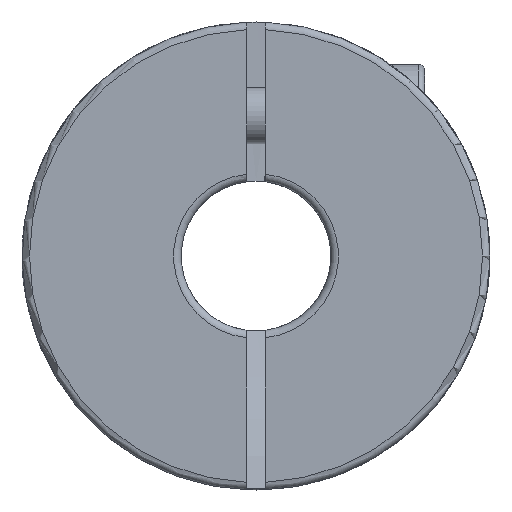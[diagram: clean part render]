
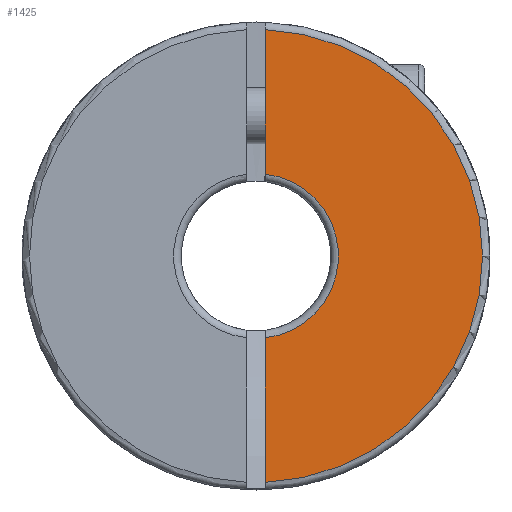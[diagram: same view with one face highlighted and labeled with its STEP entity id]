
A CAD part, left-side view. The second image highlights one B-rep face of the part: STEP entity #1425.
In plain terms, the highlighted planar face has unit normal (-1, 0, 0).
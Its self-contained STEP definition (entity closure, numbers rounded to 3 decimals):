
#56 = VECTOR ( 'NONE', #3145, 1000. ) ;
#125 = EDGE_CURVE ( 'NONE', #4023, #5151, #5286, .T. ) ;
#126 = LINE ( 'NONE', #3642, #3302 ) ;
#131 = ORIENTED_EDGE ( 'NONE', *, *, #125, .F. ) ;
#272 = CARTESIAN_POINT ( 'NONE',  ( -8., 0., 0. ) ) ;
#296 = CARTESIAN_POINT ( 'NONE',  ( -8., 0., 0. ) ) ;
#761 = PLANE ( 'NONE',  #1080 ) ;
#822 = CARTESIAN_POINT ( 'NONE',  ( -8., -0.5, -4.371 ) ) ;
#1019 = CARTESIAN_POINT ( 'NONE',  ( -8., -0.5, 12.5 ) ) ;
#1080 = AXIS2_PLACEMENT_3D ( 'NONE', #272, #5036, #5493 ) ;
#1157 = VERTEX_POINT ( 'NONE', #822 ) ;
#1425 = ADVANCED_FACE ( 'NONE', ( #4667 ), #761, .F. ) ;
#1586 = CIRCLE ( 'NONE', #3977, 12.1 ) ;
#1867 = DIRECTION ( 'NONE',  ( 0., 0., 1. ) ) ;
#1900 = VERTEX_POINT ( 'NONE', #4201 ) ;
#2043 = DIRECTION ( 'NONE',  ( 1., 0., 0. ) ) ;
#2194 = EDGE_LOOP ( 'NONE', ( #2642, #131, #3973, #5192 ) ) ;
#2522 = DIRECTION ( 'NONE',  ( -1., 0., 0. ) ) ;
#2642 = ORIENTED_EDGE ( 'NONE', *, *, #5002, .T. ) ;
#3085 = CARTESIAN_POINT ( 'NONE',  ( -8., -0.5, 4.371 ) ) ;
#3145 = DIRECTION ( 'NONE',  ( 0., 0., 1. ) ) ;
#3202 = EDGE_CURVE ( 'NONE', #1900, #1157, #126, .T. ) ;
#3255 = DIRECTION ( 'NONE',  ( 0., 0., -1. ) ) ;
#3302 = VECTOR ( 'NONE', #1867, 1000. ) ;
#3455 = EDGE_CURVE ( 'NONE', #4023, #1157, #3586, .T. ) ;
#3586 = CIRCLE ( 'NONE', #3950, 4.4 ) ;
#3642 = CARTESIAN_POINT ( 'NONE',  ( -8., -0.5, 12.5 ) ) ;
#3751 = CARTESIAN_POINT ( 'NONE',  ( -8., -0.5, 12.09 ) ) ;
#3806 = DIRECTION ( 'NONE',  ( 0., 0., -1. ) ) ;
#3857 = CARTESIAN_POINT ( 'NONE',  ( -8., 0., 0. ) ) ;
#3950 = AXIS2_PLACEMENT_3D ( 'NONE', #296, #2043, #3806 ) ;
#3973 = ORIENTED_EDGE ( 'NONE', *, *, #3455, .T. ) ;
#3977 = AXIS2_PLACEMENT_3D ( 'NONE', #3857, #2522, #3255 ) ;
#4023 = VERTEX_POINT ( 'NONE', #3085 ) ;
#4201 = CARTESIAN_POINT ( 'NONE',  ( -8., -0.5, -12.09 ) ) ;
#4667 = FACE_OUTER_BOUND ( 'NONE', #2194, .T. ) ;
#5002 = EDGE_CURVE ( 'NONE', #1900, #5151, #1586, .T. ) ;
#5036 = DIRECTION ( 'NONE',  ( 1., 0., 0. ) ) ;
#5151 = VERTEX_POINT ( 'NONE', #3751 ) ;
#5192 = ORIENTED_EDGE ( 'NONE', *, *, #3202, .F. ) ;
#5286 = LINE ( 'NONE', #1019, #56 ) ;
#5493 = DIRECTION ( 'NONE',  ( 0., 0., -1. ) ) ;
